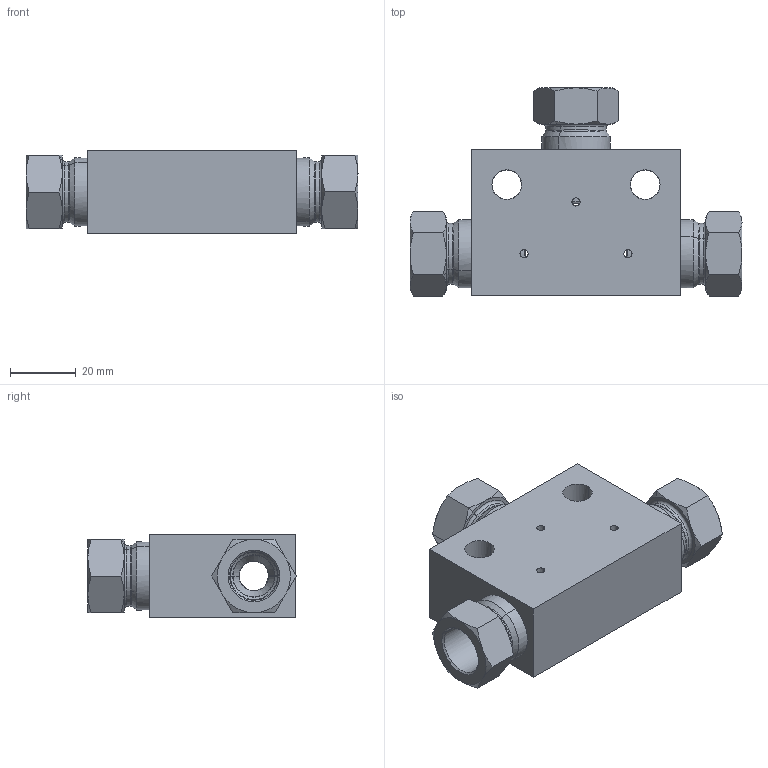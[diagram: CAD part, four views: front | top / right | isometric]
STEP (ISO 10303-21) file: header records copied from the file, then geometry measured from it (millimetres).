
FILE_DESCRIPTION((''),'2;1');
FILE_NAME('S20F05T03_ASM','2022-02-17T',('BissonC'),(''),'CREO PARAMETRIC BY PTC INC, 2015080','CREO PARAMETRIC BY PTC INC, 2015080','');
FILE_SCHEMA(('CONFIG_CONTROL_DESIGN'));
Length unit declared in the file: millimetre
Products named in the file (4): CS20F05-003-001; S20F13T03; S20F12T03; S20F05T03_ASM
Assembly tree (7 placements, depth 2):
  S20F05T03_ASM
    CS20F05-003-001
    S20F13T03  x3
    S20F12T03  x3
Bounding box: 100.74 x 63.19 x 25.4 mm (x, y, z)
Surface area: 37452.2 mm2 (no closed solid volume)
Topology: 0 solids, 0 shells, 232 faces, 1038 edges, 1024 vertices
Faces by surface type: bspline 202, torus 30
Entity records: 15859 total; most frequent: CARTESIAN_POINT 11052, DIRECTION 767, TRIMMED_CURVE 572, DEFINITIONAL_REPRESENTATION 526, PCURVE 526, COMPOSITE_CURVE_SEGMENT 526, VECTOR 427, LINE 427
